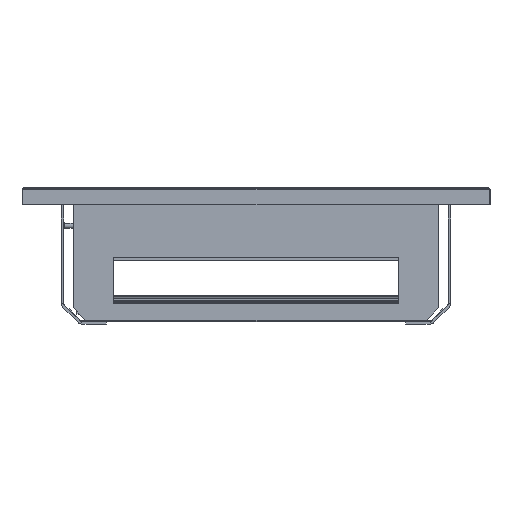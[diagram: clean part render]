
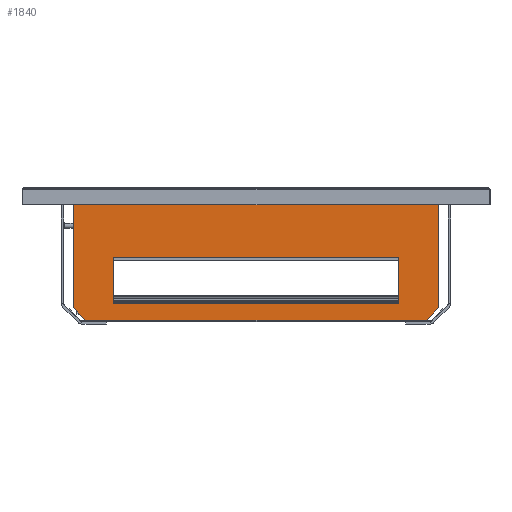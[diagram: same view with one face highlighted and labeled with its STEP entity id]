
A CAD part, front view. The second image highlights one B-rep face of the part: STEP entity #1840.
In plain terms, the highlighted face is planar.
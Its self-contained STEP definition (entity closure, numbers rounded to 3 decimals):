
#1840=ADVANCED_FACE('',(#6447,#6449),#6451,.F.);
#6447=FACE_BOUND('',#6448,.T.);
#6448=EDGE_LOOP('',(#10421,#10422,#10423,#10424,#10425,#10426));
#6449=FACE_BOUND('',#6450,.T.);
#6450=EDGE_LOOP('',(#10427,#10428,#10429,#10430));
#6451=PLANE('',#6452);
#6452=AXIS2_PLACEMENT_3D('',#6453,#6454,#6455);
#6453=CARTESIAN_POINT('',(60.9,0.,0.));
#6454=DIRECTION('',(1.,0.,0.));
#6455=DIRECTION('',(0.,0.,-1.));
#10421=ORIENTED_EDGE('',*,*,#12643,.F.);
#10422=ORIENTED_EDGE('',*,*,#12644,.T.);
#10423=ORIENTED_EDGE('',*,*,#12645,.F.);
#10424=ORIENTED_EDGE('',*,*,#12646,.T.);
#10425=ORIENTED_EDGE('',*,*,#12647,.T.);
#10426=ORIENTED_EDGE('',*,*,#12648,.T.);
#10427=ORIENTED_EDGE('',*,*,#12649,.F.);
#10428=ORIENTED_EDGE('',*,*,#12650,.F.);
#10429=ORIENTED_EDGE('',*,*,#12651,.F.);
#10430=ORIENTED_EDGE('',*,*,#12652,.F.);
#12643=EDGE_CURVE('',#13938,#13939,#13940,.T.);
#12644=EDGE_CURVE('',#13938,#13941,#13942,.T.);
#12645=EDGE_CURVE('',#13943,#13941,#13944,.T.);
#12646=EDGE_CURVE('',#13943,#13945,#13946,.T.);
#12647=EDGE_CURVE('',#13945,#13947,#13948,.T.);
#12648=EDGE_CURVE('',#13947,#13939,#13949,.T.);
#12649=EDGE_CURVE('',#13950,#13951,#13952,.T.);
#12650=EDGE_CURVE('',#13953,#13950,#13954,.T.);
#12651=EDGE_CURVE('',#13955,#13953,#13956,.T.);
#12652=EDGE_CURVE('',#13951,#13955,#13957,.T.);
#13938=VERTEX_POINT('',#16331);
#13939=VERTEX_POINT('',#16332);
#13940=LINE('',#16333,#16334);
#13941=VERTEX_POINT('',#16336);
#13942=LINE('',#16337,#16338);
#13943=VERTEX_POINT('',#16340);
#13944=LINE('',#16341,#16342);
#13945=VERTEX_POINT('',#16344);
#13946=LINE('',#16345,#16346);
#13947=VERTEX_POINT('',#16348);
#13948=LINE('',#16349,#16350);
#13949=LINE('',#16352,#16353);
#13950=VERTEX_POINT('',#16355);
#13951=VERTEX_POINT('',#16356);
#13952=LINE('',#16357,#16358);
#13953=VERTEX_POINT('',#16360);
#13954=LINE('',#16361,#16362);
#13955=VERTEX_POINT('',#16364);
#13956=LINE('',#16365,#16366);
#13957=LINE('',#16368,#16369);
#16331=CARTESIAN_POINT('',(60.9,60.2,-140.929));
#16332=CARTESIAN_POINT('',(60.9,74.771,-155.5));
#16333=CARTESIAN_POINT('',(60.9,60.2,-140.929));
#16334=VECTOR('',#16335,1.);
#16335=DIRECTION('',(0.,0.707,-0.707));
#16336=CARTESIAN_POINT('',(60.9,60.2,-15.7));
#16337=CARTESIAN_POINT('',(60.9,60.2,-140.929));
#16338=VECTOR('',#16339,1.);
#16339=DIRECTION('',(0.,0.,1.));
#16340=CARTESIAN_POINT('',(60.9,489.8,-15.7));
#16341=CARTESIAN_POINT('',(60.9,489.8,-15.7));
#16342=VECTOR('',#16343,1.);
#16343=DIRECTION('',(0.,-1.,0.));
#16344=CARTESIAN_POINT('',(60.9,489.8,-140.929));
#16345=CARTESIAN_POINT('',(60.9,489.8,-15.7));
#16346=VECTOR('',#16347,1.);
#16347=DIRECTION('',(0.,0.,-1.));
#16348=CARTESIAN_POINT('',(60.9,475.229,-155.5));
#16349=CARTESIAN_POINT('',(60.9,489.8,-140.929));
#16350=VECTOR('',#16351,1.);
#16351=DIRECTION('',(0.,-0.707,-0.707));
#16352=CARTESIAN_POINT('',(60.9,475.229,-155.5));
#16353=VECTOR('',#16354,1.);
#16354=DIRECTION('',(0.,-1.,0.));
#16355=CARTESIAN_POINT('',(60.9,442.8,-81.2));
#16356=CARTESIAN_POINT('',(60.9,442.8,-136.2));
#16357=CARTESIAN_POINT('',(60.9,442.8,-81.2));
#16358=VECTOR('',#16359,1.);
#16359=DIRECTION('',(0.,0.,-1.));
#16360=CARTESIAN_POINT('',(60.9,107.2,-81.2));
#16361=CARTESIAN_POINT('',(60.9,107.2,-81.2));
#16362=VECTOR('',#16363,1.);
#16363=DIRECTION('',(0.,1.,0.));
#16364=CARTESIAN_POINT('',(60.9,107.2,-136.2));
#16365=CARTESIAN_POINT('',(60.9,107.2,-136.2));
#16366=VECTOR('',#16367,1.);
#16367=DIRECTION('',(0.,0.,1.));
#16368=CARTESIAN_POINT('',(60.9,442.8,-136.2));
#16369=VECTOR('',#16370,1.);
#16370=DIRECTION('',(0.,-1.,0.));
